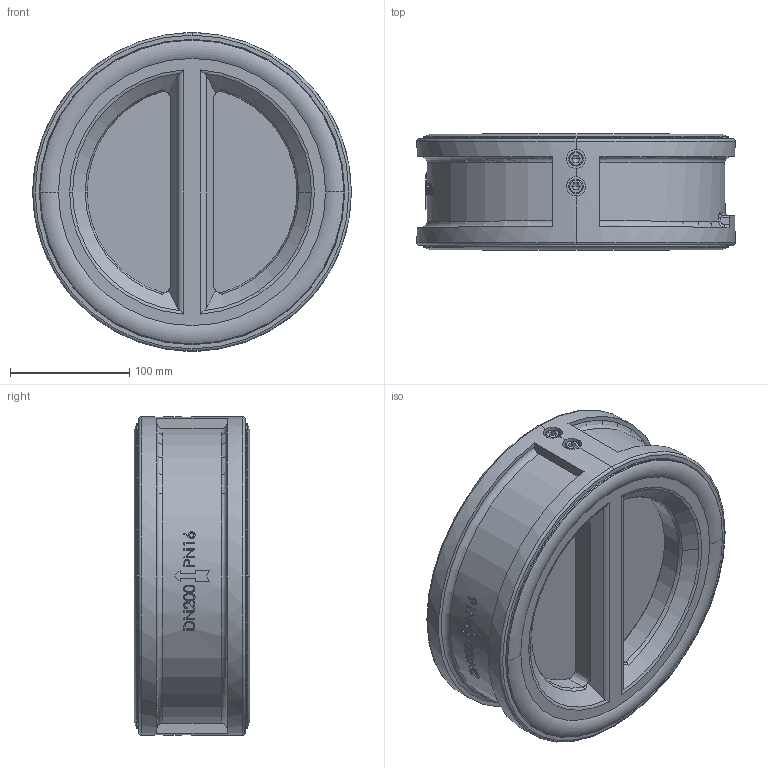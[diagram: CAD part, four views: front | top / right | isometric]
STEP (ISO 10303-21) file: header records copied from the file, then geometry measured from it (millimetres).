
FILE_DESCRIPTION (( 'STEP AP214' ), '1' );
FILE_NAME ('200·§Ìå.STEP', '2018-02-08T08:13:11', ( 'User' ), ( 'china' ), 'SwSTEP 2.0', 'SolidWorks 2012', '' );
FILE_SCHEMA (( 'AUTOMOTIVE_DESIGN' ));
Length unit declared in the file: millimetre
Products named in the file (1): 200概极
Bounding box: 267 x 96.94 x 267 mm (x, y, z)
Volume: 2428417.2 mm3; surface area: 350386 mm2
Topology: 5 solids, 12 shells, 562 faces, 1419 edges, 887 vertices
Faces by surface type: plane 230, cylinder 158, bspline 83, torus 52, cone 39
Entity records: 49627 total; most frequent: CARTESIAN_POINT 36705, ORIENTED_EDGE 2822, DIRECTION 2479, EDGE_CURVE 1411, AXIS2_PLACEMENT_3D 977, VERTEX_POINT 887, EDGE_LOOP 616, ADVANCED_FACE 562
